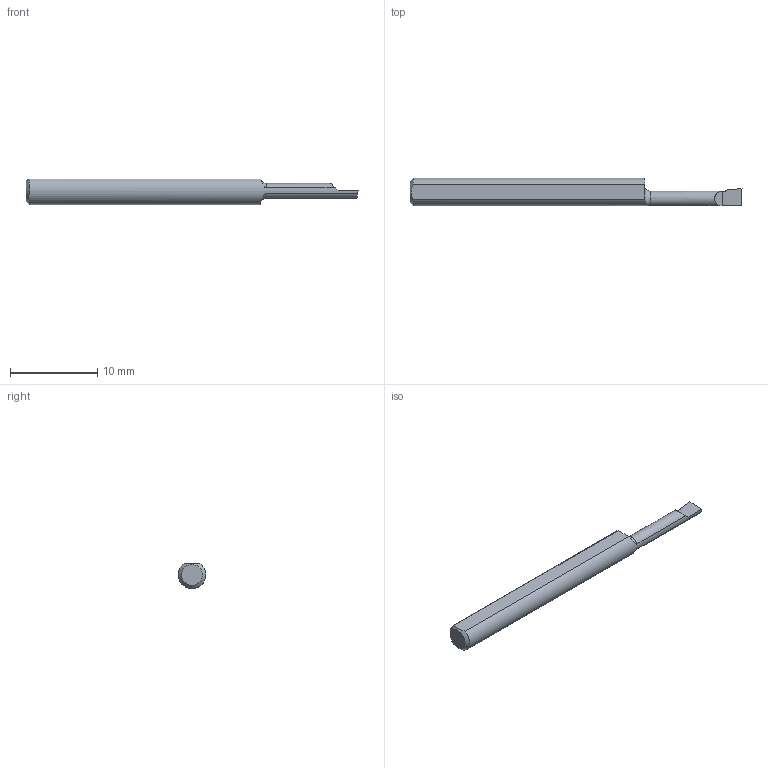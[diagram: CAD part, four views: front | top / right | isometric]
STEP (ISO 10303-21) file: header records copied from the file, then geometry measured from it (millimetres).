
FILE_DESCRIPTION (( 'STEP AP214' ), '1' );
FILE_NAME ('B080400.STEP', '2019-07-25T16:58:01', ( '' ), ( '' ), 'SwSTEP 2.0', 'SolidWorks 2018', '' );
FILE_SCHEMA (( 'AUTOMOTIVE_DESIGN' ));
Length unit declared in the file: inch
Products named in the file (1): B080400
Bounding box: 38.1 x 3.17 x 2.91 mm (x, y, z)
Volume: 226.6 mm3; surface area: 334.7 mm2
Topology: 1 solids, 1 shells, 16 faces, 41 edges, 28 vertices
Faces by surface type: plane 11, cone 2, cylinder 2, torus 1
Entity records: 561 total; most frequent: CARTESIAN_POINT 145, ORIENTED_EDGE 82, DIRECTION 72, EDGE_CURVE 41, VERTEX_POINT 28, AXIS2_PLACEMENT_3D 25, LINE 22, VECTOR 22
